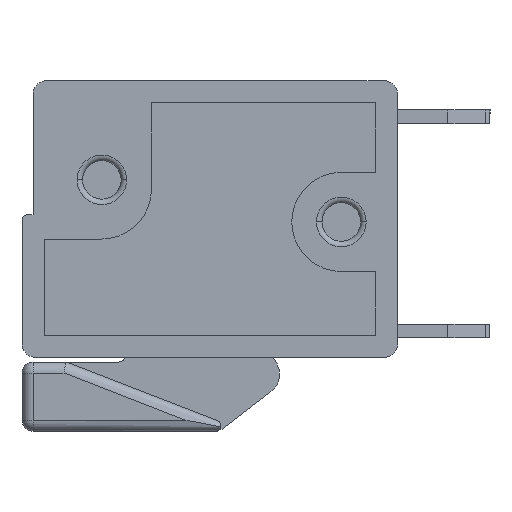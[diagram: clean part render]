
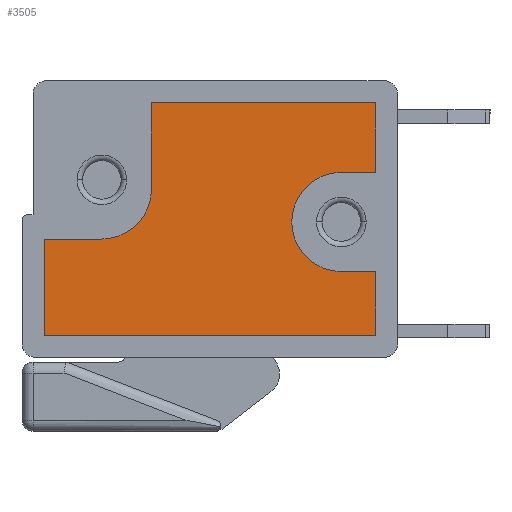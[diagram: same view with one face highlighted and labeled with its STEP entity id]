
A CAD part, left-side view. The second image highlights one B-rep face of the part: STEP entity #3505.
In plain terms, the highlighted face is planar.
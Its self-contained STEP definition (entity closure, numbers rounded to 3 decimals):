
#177 = EDGE_CURVE ( 'NONE', #2687, #3489, #4396, .T. ) ;
#219 = LINE ( 'NONE', #2733, #1896 ) ;
#233 = DIRECTION ( 'NONE',  ( 0., 0., 1. ) ) ;
#244 = DIRECTION ( 'NONE',  ( 1., 0., 0. ) ) ;
#246 = DIRECTION ( 'NONE',  ( -1., 0., 0. ) ) ;
#306 = CARTESIAN_POINT ( 'NONE',  ( 6.025, -1.695, -5.02 ) ) ;
#328 = EDGE_CURVE ( 'NONE', #4793, #5847, #3379, .T. ) ;
#388 = DIRECTION ( 'NONE',  ( -1., 0., 0. ) ) ;
#490 = CARTESIAN_POINT ( 'NONE',  ( 2.975, 0.105, -5.02 ) ) ;
#517 = DIRECTION ( 'NONE',  ( 0., 1., 0. ) ) ;
#556 = CARTESIAN_POINT ( 'NONE',  ( -3.925, 0.725, -5.02 ) ) ;
#574 = CARTESIAN_POINT ( 'NONE',  ( -6.025, 4.225, -5.02 ) ) ;
#677 = VERTEX_POINT ( 'NONE', #4721 ) ;
#732 = EDGE_CURVE ( 'NONE', #4155, #677, #2860, .T. ) ;
#912 = VERTEX_POINT ( 'NONE', #5145 ) ;
#1127 = CARTESIAN_POINT ( 'NONE',  ( 6.025, 4.225, -5.02 ) ) ;
#1147 = LINE ( 'NONE', #3650, #4251 ) ;
#1255 = DIRECTION ( 'NONE',  ( 0., 1., 0. ) ) ;
#1404 = VECTOR ( 'NONE', #3082, 1000. ) ;
#1430 = VERTEX_POINT ( 'NONE', #556 ) ;
#1696 = DIRECTION ( 'NONE',  ( 0., 0., 1. ) ) ;
#1703 = DIRECTION ( 'NONE',  ( -1., 0., 0. ) ) ;
#1796 = CARTESIAN_POINT ( 'NONE',  ( -2.125, -4.225, -5.02 ) ) ;
#1805 = ORIENTED_EDGE ( 'NONE', *, *, #7110, .T. ) ;
#1896 = VECTOR ( 'NONE', #5305, 1000. ) ;
#2011 = ORIENTED_EDGE ( 'NONE', *, *, #6281, .T. ) ;
#2163 = EDGE_LOOP ( 'NONE', ( #3268, #7123, #5600, #2011, #3898, #4466, #5561, #7868, #7207, #1805, #5210, #4160 ) ) ;
#2323 = PLANE ( 'NONE',  #2526 ) ;
#2526 = AXIS2_PLACEMENT_3D ( 'NONE', #4883, #7460, #1703 ) ;
#2589 = EDGE_CURVE ( 'NONE', #5847, #5048, #3662, .T. ) ;
#2687 = VERTEX_POINT ( 'NONE', #6380 ) ;
#2721 = CARTESIAN_POINT ( 'NONE',  ( 6.025, -4.225, -5.02 ) ) ;
#2733 = CARTESIAN_POINT ( 'NONE',  ( -3.925, 0.725, -5.02 ) ) ;
#2747 = DIRECTION ( 'NONE',  ( -1., 0., 0. ) ) ;
#2816 = DIRECTION ( 'NONE',  ( 0., -1., 0. ) ) ;
#2860 = LINE ( 'NONE', #4210, #6697 ) ;
#3082 = DIRECTION ( 'NONE',  ( 1., 0., 0. ) ) ;
#3095 = AXIS2_PLACEMENT_3D ( 'NONE', #5951, #233, #2747 ) ;
#3158 = CARTESIAN_POINT ( 'NONE',  ( -2.125, -1.075, -5.02 ) ) ;
#3197 = EDGE_CURVE ( 'NONE', #8124, #4155, #1147, .T. ) ;
#3205 = VECTOR ( 'NONE', #517, 1000. ) ;
#3230 = CIRCLE ( 'NONE', #3095, 1.8 ) ;
#3268 = ORIENTED_EDGE ( 'NONE', *, *, #5196, .T. ) ;
#3300 = AXIS2_PLACEMENT_3D ( 'NONE', #3530, #6108, #388 ) ;
#3377 = LINE ( 'NONE', #5960, #6296 ) ;
#3379 = LINE ( 'NONE', #5962, #7904 ) ;
#3489 = VERTEX_POINT ( 'NONE', #4837 ) ;
#3505 = ADVANCED_FACE ( 'NONE', ( #8083 ), #2323, .T. ) ;
#3530 = CARTESIAN_POINT ( 'NONE',  ( 4.775, 0.105, -5.02 ) ) ;
#3627 = CIRCLE ( 'NONE', #4710, 1.8 ) ;
#3650 = CARTESIAN_POINT ( 'NONE',  ( 6.025, 4.225, -5.02 ) ) ;
#3662 = LINE ( 'NONE', #6246, #3205 ) ;
#3703 = CIRCLE ( 'NONE', #3300, 1.8 ) ;
#3811 = EDGE_CURVE ( 'NONE', #912, #4430, #3377, .T. ) ;
#3898 = ORIENTED_EDGE ( 'NONE', *, *, #3197, .T. ) ;
#4155 = VERTEX_POINT ( 'NONE', #5397 ) ;
#4160 = ORIENTED_EDGE ( 'NONE', *, *, #2589, .T. ) ;
#4210 = CARTESIAN_POINT ( 'NONE',  ( 6.025, 1.905, -5.02 ) ) ;
#4228 = DIRECTION ( 'NONE',  ( -1., 0., 0. ) ) ;
#4251 = VECTOR ( 'NONE', #6232, 1000. ) ;
#4396 = LINE ( 'NONE', #6990, #8188 ) ;
#4430 = VERTEX_POINT ( 'NONE', #5815 ) ;
#4466 = ORIENTED_EDGE ( 'NONE', *, *, #732, .T. ) ;
#4710 = AXIS2_PLACEMENT_3D ( 'NONE', #7454, #1696, #4228 ) ;
#4721 = CARTESIAN_POINT ( 'NONE',  ( 4.775, 1.905, -5.02 ) ) ;
#4793 = VERTEX_POINT ( 'NONE', #2721 ) ;
#4837 = CARTESIAN_POINT ( 'NONE',  ( -6.025, 4.225, -5.02 ) ) ;
#4883 = CARTESIAN_POINT ( 'NONE',  ( -3.925, -1.075, -5.02 ) ) ;
#5048 = VERTEX_POINT ( 'NONE', #3158 ) ;
#5089 = VECTOR ( 'NONE', #2816, 1000. ) ;
#5145 = CARTESIAN_POINT ( 'NONE',  ( 4.775, -1.695, -5.02 ) ) ;
#5196 = EDGE_CURVE ( 'NONE', #5048, #1430, #3230, .T. ) ;
#5210 = ORIENTED_EDGE ( 'NONE', *, *, #328, .T. ) ;
#5302 = EDGE_CURVE ( 'NONE', #677, #8131, #3703, .T. ) ;
#5305 = DIRECTION ( 'NONE',  ( -1., 0., 0. ) ) ;
#5397 = CARTESIAN_POINT ( 'NONE',  ( 6.025, 1.905, -5.02 ) ) ;
#5561 = ORIENTED_EDGE ( 'NONE', *, *, #5302, .T. ) ;
#5600 = ORIENTED_EDGE ( 'NONE', *, *, #177, .T. ) ;
#5815 = CARTESIAN_POINT ( 'NONE',  ( 6.025, -1.695, -5.02 ) ) ;
#5847 = VERTEX_POINT ( 'NONE', #1796 ) ;
#5951 = CARTESIAN_POINT ( 'NONE',  ( -3.925, -1.075, -5.02 ) ) ;
#5960 = CARTESIAN_POINT ( 'NONE',  ( 4.775, -1.695, -5.02 ) ) ;
#5962 = CARTESIAN_POINT ( 'NONE',  ( 6.025, -4.225, -5.02 ) ) ;
#6022 = LINE ( 'NONE', #306, #5089 ) ;
#6108 = DIRECTION ( 'NONE',  ( 0., 0., 1. ) ) ;
#6232 = DIRECTION ( 'NONE',  ( 0., -1., 0. ) ) ;
#6246 = CARTESIAN_POINT ( 'NONE',  ( -2.125, -4.225, -5.02 ) ) ;
#6281 = EDGE_CURVE ( 'NONE', #3489, #8124, #6305, .T. ) ;
#6296 = VECTOR ( 'NONE', #244, 1000. ) ;
#6305 = LINE ( 'NONE', #574, #1404 ) ;
#6380 = CARTESIAN_POINT ( 'NONE',  ( -6.025, 0.725, -5.02 ) ) ;
#6697 = VECTOR ( 'NONE', #6790, 1000. ) ;
#6790 = DIRECTION ( 'NONE',  ( -1., 0., 0. ) ) ;
#6990 = CARTESIAN_POINT ( 'NONE',  ( -6.025, 0.725, -5.02 ) ) ;
#7110 = EDGE_CURVE ( 'NONE', #4430, #4793, #6022, .T. ) ;
#7123 = ORIENTED_EDGE ( 'NONE', *, *, #7545, .T. ) ;
#7207 = ORIENTED_EDGE ( 'NONE', *, *, #3811, .T. ) ;
#7454 = CARTESIAN_POINT ( 'NONE',  ( 4.775, 0.105, -5.02 ) ) ;
#7460 = DIRECTION ( 'NONE',  ( 0., 0., -1. ) ) ;
#7545 = EDGE_CURVE ( 'NONE', #1430, #2687, #219, .T. ) ;
#7868 = ORIENTED_EDGE ( 'NONE', *, *, #8104, .T. ) ;
#7904 = VECTOR ( 'NONE', #246, 1000. ) ;
#8083 = FACE_OUTER_BOUND ( 'NONE', #2163, .T. ) ;
#8104 = EDGE_CURVE ( 'NONE', #8131, #912, #3627, .T. ) ;
#8124 = VERTEX_POINT ( 'NONE', #1127 ) ;
#8131 = VERTEX_POINT ( 'NONE', #490 ) ;
#8188 = VECTOR ( 'NONE', #1255, 1000. ) ;
